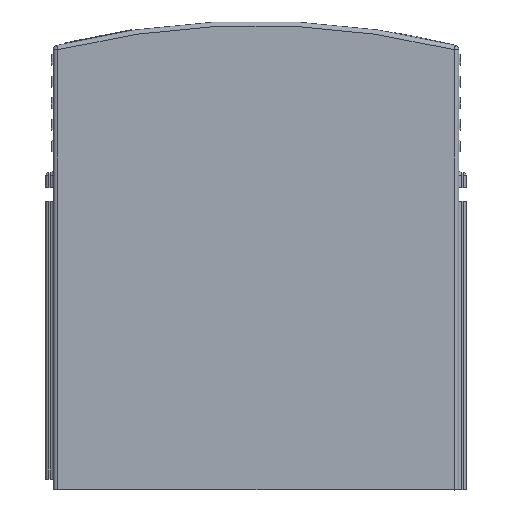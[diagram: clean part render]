
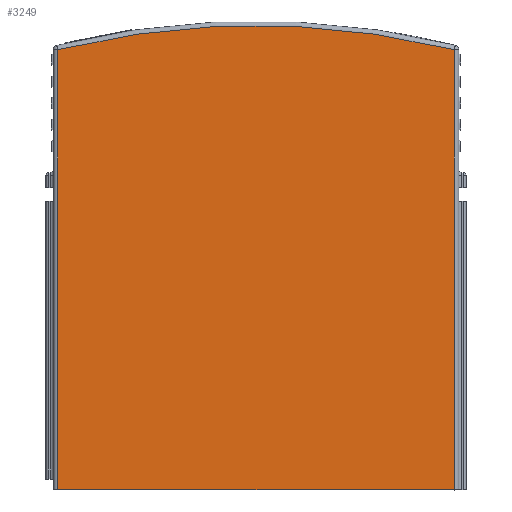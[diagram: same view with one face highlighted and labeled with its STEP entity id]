
A CAD part, top view. The second image highlights one B-rep face of the part: STEP entity #3249.
In plain terms, the highlighted face is planar.
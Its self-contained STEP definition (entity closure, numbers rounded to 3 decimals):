
#161=CARTESIAN_POINT('',(0.,-8.9,-39.802));
#162=DIRECTION('',(0.,1.,0.));
#163=DIRECTION('',(-0.241,0.,0.971));
#164=AXIS2_PLACEMENT_3D('',#161,#162,#163);
#170=DIRECTION('',(-1.,0.,0.));
#171=VECTOR('',#170,44.);
#172=CARTESIAN_POINT('',(22.,-8.9,0.));
#173=LINE('',#172,#171);
#209=DIRECTION('',(0.,0.,-1.));
#210=VECTOR('',#209,48.81);
#211=CARTESIAN_POINT('',(-22.,-8.9,48.81));
#212=LINE('',#211,#210);
#534=DIRECTION('',(0.,0.,1.));
#535=VECTOR('',#534,48.81);
#536=CARTESIAN_POINT('',(22.,-8.9,0.));
#537=LINE('',#536,#535);
#2820=CARTESIAN_POINT('',(-22.,-8.9,48.81));
#2821=CARTESIAN_POINT('',(22.,-8.9,48.81));
#2822=VERTEX_POINT('',#2820);
#2823=VERTEX_POINT('',#2821);
#2824=CARTESIAN_POINT('',(22.,-8.9,0.));
#2825=VERTEX_POINT('',#2824);
#2826=CARTESIAN_POINT('',(-22.,-8.9,0.));
#2827=VERTEX_POINT('',#2826);
#3234=CARTESIAN_POINT('',(0.,-8.9,0.));
#3235=DIRECTION('',(0.,1.,0.));
#3236=DIRECTION('',(-1.,0.,0.));
#3237=AXIS2_PLACEMENT_3D('',#3234,#3235,#3236);
#3238=PLANE('',#3237);
#3240=ORIENTED_EDGE('',*,*,#3239,.T.);
#3242=ORIENTED_EDGE('',*,*,#3241,.F.);
#3244=ORIENTED_EDGE('',*,*,#3243,.T.);
#3246=ORIENTED_EDGE('',*,*,#3245,.F.);
#3247=EDGE_LOOP('',(#3240,#3242,#3244,#3246));
#3248=FACE_OUTER_BOUND('',#3247,.F.);
#165=CIRCLE('',#164,91.302);
#3239=EDGE_CURVE('',#2822,#2823,#165,.T.);
#3241=EDGE_CURVE('',#2825,#2823,#537,.T.);
#3243=EDGE_CURVE('',#2825,#2827,#173,.T.);
#3245=EDGE_CURVE('',#2822,#2827,#212,.T.);
#3249=ADVANCED_FACE('',(#3248),#3238,.F.);
